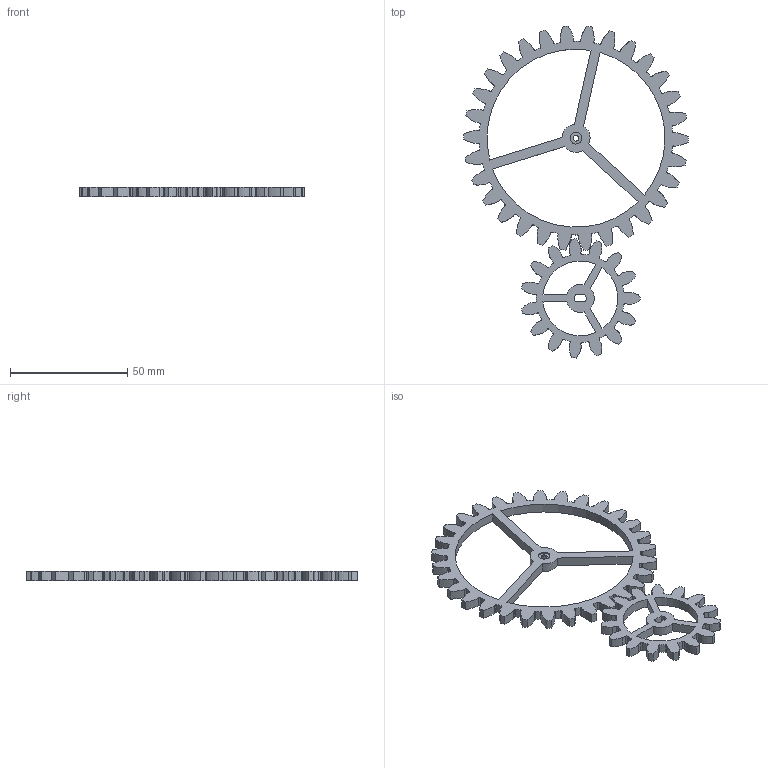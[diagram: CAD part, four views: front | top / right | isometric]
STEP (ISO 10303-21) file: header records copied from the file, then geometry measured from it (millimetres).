
FILE_DESCRIPTION(/* description */ (''),/* implementation_level */ '2;1');
FILE_NAME(/* name */ 'ingranaggi_15_30_half.step',/* time_stamp */ '2022-03-01T21:14:35+01:00',/* author */ (''),/* organization */ (''),/* preprocessor_version */ 'ST-DEVELOPER v18.1',/* originating_system */ 'Autodesk Translation Framework v10.13.0.1454',/* authorisation */ '');
FILE_SCHEMA (('AUTOMOTIVE_DESIGN { 1 0 10303 214 3 1 1 }'));
Products named in the file (3): ingranaggi_15_30; Spur Gear (15 teeth) (1); Spur Gear (30 teeth)
Assembly tree (2 placements, depth 2):
  ingranaggi_15_30
    Spur Gear (15 teeth) (1)
    Spur Gear (30 teeth)
Bounding box: 96 x 141.75 x 4 mm (x, y, z)
Volume: 12622.1 mm3; surface area: 12391.4 mm2
Topology: 2 solids, 2 shells, 397 faces, 1173 edges, 782 vertices
Faces by surface type: cylinder 197, plane 110, bspline 90
Full cylindrical faces by diameter (mm): 2.5 x1, 5 x2
Entity records: 39308 total; most frequent: CARTESIAN_POINT 29087, ORIENTED_EDGE 2346, DIRECTION 2011, EDGE_CURVE 1173, VERTEX_POINT 782, AXIS2_PLACEMENT_3D 706, LINE 599, VECTOR 599
